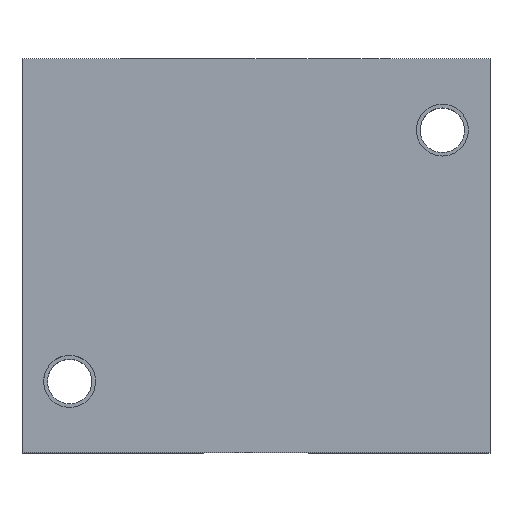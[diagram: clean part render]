
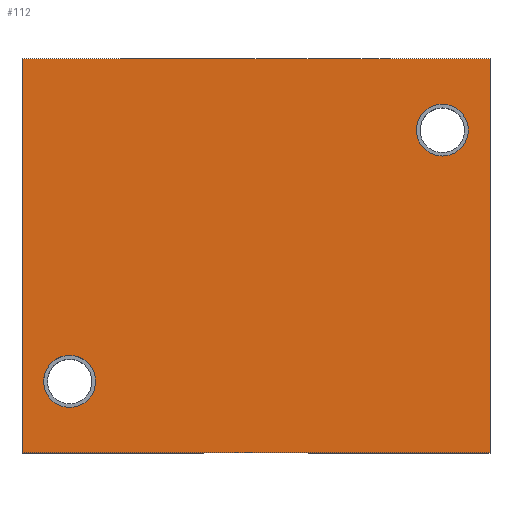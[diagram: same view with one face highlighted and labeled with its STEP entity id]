
A CAD part, top view. The second image highlights one B-rep face of the part: STEP entity #112.
In plain terms, the highlighted planar face has unit normal (0, 0, 1).
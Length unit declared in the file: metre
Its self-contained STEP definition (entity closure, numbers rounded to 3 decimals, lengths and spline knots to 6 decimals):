
#112 = ADVANCED_FACE( '', ( #234, #235, #236 ), #237, .T. );
#234 = FACE_BOUND( '', #355, .T. );
#235 = FACE_OUTER_BOUND( '', #356, .T. );
#236 = FACE_BOUND( '', #357, .T. );
#237 = PLANE( '', #358 );
#355 = EDGE_LOOP( '', ( #607 ) );
#356 = EDGE_LOOP( '', ( #608, #609, #610, #611 ) );
#357 = EDGE_LOOP( '', ( #612 ) );
#358 = AXIS2_PLACEMENT_3D( '', #613, #614, #615 );
#607 = ORIENTED_EDGE( '', *, *, #743, .T. );
#608 = ORIENTED_EDGE( '', *, *, #690, .F. );
#609 = ORIENTED_EDGE( '', *, *, #719, .F. );
#610 = ORIENTED_EDGE( '', *, *, #734, .T. );
#611 = ORIENTED_EDGE( '', *, *, #750, .T. );
#612 = ORIENTED_EDGE( '', *, *, #702, .T. );
#613 = CARTESIAN_POINT( '', ( -0.054, -0.0455, 0.045 ) );
#614 = DIRECTION( '', ( 0., 0., 1. ) );
#615 = DIRECTION( '', ( 1., 0., 0. ) );
#690 = EDGE_CURVE( '', #825, #827, #828, .T. );
#702 = EDGE_CURVE( '', #844, #844, #845, .T. );
#719 = EDGE_CURVE( '', #868, #825, #870, .T. );
#734 = EDGE_CURVE( '', #868, #889, #891, .T. );
#743 = EDGE_CURVE( '', #901, #901, #902, .T. );
#750 = EDGE_CURVE( '', #889, #827, #910, .T. );
#825 = VERTEX_POINT( '', #1120 );
#827 = VERTEX_POINT( '', #1123 );
#828 = LINE( '', #1124, #1125 );
#844 = VERTEX_POINT( '', #1148 );
#845 = CIRCLE( '', #1149, 0.006 );
#868 = VERTEX_POINT( '', #1178 );
#870 = LINE( '', #1181, #1182 );
#889 = VERTEX_POINT( '', #1205 );
#891 = LINE( '', #1208, #1209 );
#901 = VERTEX_POINT( '', #1221 );
#902 = CIRCLE( '', #1222, 0.006 );
#910 = LINE( '', #1233, #1234 );
#1120 = CARTESIAN_POINT( '', ( -0.054, 0.0455, 0.045 ) );
#1123 = CARTESIAN_POINT( '', ( 0.054, 0.0455, 0.045 ) );
#1124 = CARTESIAN_POINT( '', ( -0.054, 0.0455, 0.045 ) );
#1125 = VECTOR( '', #1282, 1. );
#1148 = CARTESIAN_POINT( '', ( -0.043, -0.023, 0.045 ) );
#1149 = AXIS2_PLACEMENT_3D( '', #1293, #1294, #1295 );
#1178 = CARTESIAN_POINT( '', ( -0.054, -0.0455, 0.045 ) );
#1181 = CARTESIAN_POINT( '', ( -0.054, -0.0455, 0.045 ) );
#1182 = VECTOR( '', #1315, 1. );
#1205 = CARTESIAN_POINT( '', ( 0.054, -0.0455, 0.045 ) );
#1208 = CARTESIAN_POINT( '', ( -0.054, -0.0455, 0.045 ) );
#1209 = VECTOR( '', #1333, 1. );
#1221 = CARTESIAN_POINT( '', ( 0.043, 0.035, 0.045 ) );
#1222 = AXIS2_PLACEMENT_3D( '', #1339, #1340, #1341 );
#1233 = CARTESIAN_POINT( '', ( 0.054, -0.0455, 0.045 ) );
#1234 = VECTOR( '', #1345, 1. );
#1282 = DIRECTION( '', ( 1., 0., 0. ) );
#1293 = CARTESIAN_POINT( '', ( -0.043, -0.029, 0.045 ) );
#1294 = DIRECTION( '', ( 0., 0., -1. ) );
#1295 = DIRECTION( '', ( 0., 1., 0. ) );
#1315 = DIRECTION( '', ( 0., 1., 0. ) );
#1333 = DIRECTION( '', ( 1., 0., 0. ) );
#1339 = CARTESIAN_POINT( '', ( 0.043, 0.029, 0.045 ) );
#1340 = DIRECTION( '', ( 0., 0., -1. ) );
#1341 = DIRECTION( '', ( 0., 1., 0. ) );
#1345 = DIRECTION( '', ( 0., 1., 0. ) );
